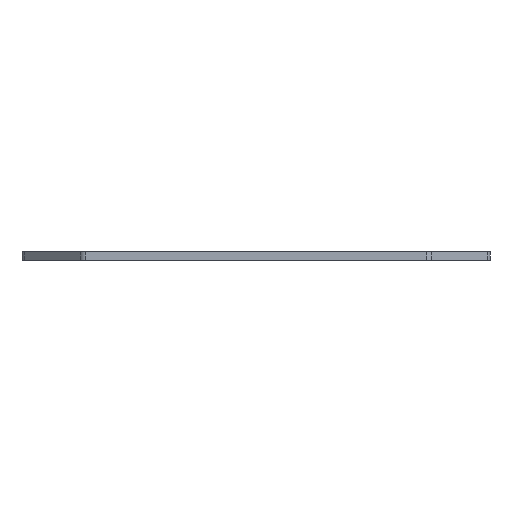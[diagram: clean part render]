
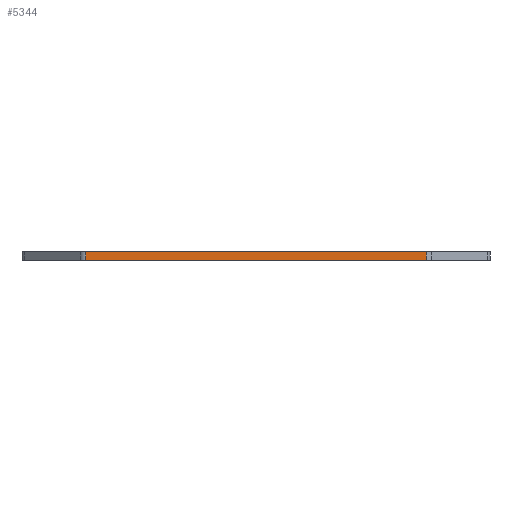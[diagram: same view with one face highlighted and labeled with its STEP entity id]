
A CAD part, front view. The second image highlights one B-rep face of the part: STEP entity #5344.
In plain terms, the highlighted planar face has unit normal (0, -1, 0).
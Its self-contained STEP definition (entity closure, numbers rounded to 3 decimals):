
#135 = LINE ( 'NONE', #4558, #5043 ) ;
#143 = EDGE_CURVE ( 'NONE', #2305, #2997, #2988, .T. ) ;
#182 = CARTESIAN_POINT ( 'NONE',  ( -122.929, -125., 21. ) ) ;
#223 = ORIENTED_EDGE ( 'NONE', *, *, #5439, .T. ) ;
#228 = DIRECTION ( 'NONE',  ( 0., 0., -1. ) ) ;
#262 = LINE ( 'NONE', #3554, #6696 ) ;
#425 = AXIS2_PLACEMENT_3D ( 'NONE', #7141, #2693, #4922 ) ;
#1674 = ORIENTED_EDGE ( 'NONE', *, *, #3682, .T. ) ;
#1739 = EDGE_CURVE ( 'NONE', #2397, #2986, #135, .T. ) ;
#1765 = DIRECTION ( 'NONE',  ( 1., 0., 0. ) ) ;
#2305 = VERTEX_POINT ( 'NONE', #182 ) ;
#2397 = VERTEX_POINT ( 'NONE', #6083 ) ;
#2566 = VECTOR ( 'NONE', #1765, 1000. ) ;
#2693 = DIRECTION ( 'NONE',  ( 0., 1., 0. ) ) ;
#2986 = VERTEX_POINT ( 'NONE', #4725 ) ;
#2988 = LINE ( 'NONE', #6742, #2566 ) ;
#2997 = VERTEX_POINT ( 'NONE', #7005 ) ;
#3208 = PLANE ( 'NONE',  #425 ) ;
#3554 = CARTESIAN_POINT ( 'NONE',  ( -122.929, -125., 21. ) ) ;
#3563 = EDGE_LOOP ( 'NONE', ( #5774, #1674, #3787, #223 ) ) ;
#3682 = EDGE_CURVE ( 'NONE', #2986, #2997, #5402, .T. ) ;
#3787 = ORIENTED_EDGE ( 'NONE', *, *, #143, .F. ) ;
#3876 = CARTESIAN_POINT ( 'NONE',  ( 122.929, -125., 21. ) ) ;
#4558 = CARTESIAN_POINT ( 'NONE',  ( -125., -125., 15. ) ) ;
#4725 = CARTESIAN_POINT ( 'NONE',  ( 122.929, -125., 15. ) ) ;
#4922 = DIRECTION ( 'NONE',  ( 0., 0., 1. ) ) ;
#5043 = VECTOR ( 'NONE', #6162, 1000. ) ;
#5344 = ADVANCED_FACE ( 'NONE', ( #5393 ), #3208, .F. ) ;
#5393 = FACE_OUTER_BOUND ( 'NONE', #3563, .T. ) ;
#5402 = LINE ( 'NONE', #3876, #6054 ) ;
#5439 = EDGE_CURVE ( 'NONE', #2305, #2397, #262, .T. ) ;
#5774 = ORIENTED_EDGE ( 'NONE', *, *, #1739, .T. ) ;
#6054 = VECTOR ( 'NONE', #6630, 1000. ) ;
#6083 = CARTESIAN_POINT ( 'NONE',  ( -122.929, -125., 15. ) ) ;
#6162 = DIRECTION ( 'NONE',  ( 1., 0., 0. ) ) ;
#6630 = DIRECTION ( 'NONE',  ( 0., 0., 1. ) ) ;
#6696 = VECTOR ( 'NONE', #228, 1000. ) ;
#6742 = CARTESIAN_POINT ( 'NONE',  ( -125., -125., 21. ) ) ;
#7005 = CARTESIAN_POINT ( 'NONE',  ( 122.929, -125., 21. ) ) ;
#7141 = CARTESIAN_POINT ( 'NONE',  ( -125., -125., 21. ) ) ;
